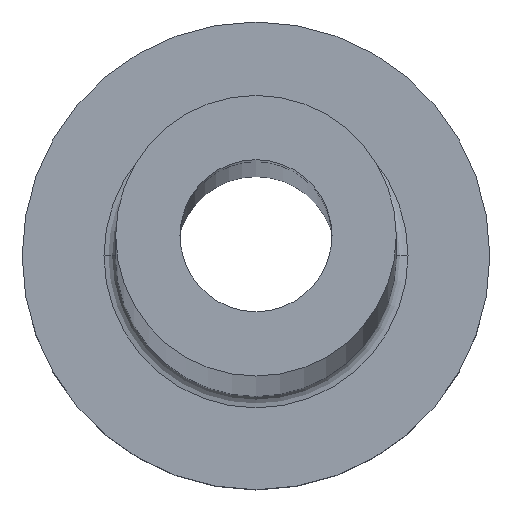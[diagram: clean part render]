
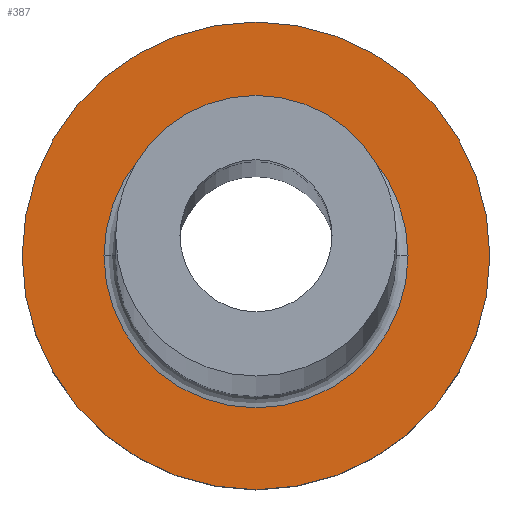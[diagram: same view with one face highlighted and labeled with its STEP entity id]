
A CAD part, top view. The second image highlights one B-rep face of the part: STEP entity #387.
In plain terms, the highlighted planar face has unit normal (0, 0, 1).
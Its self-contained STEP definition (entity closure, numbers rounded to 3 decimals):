
#3 = DIRECTION ( 'NONE',  ( 0., 0., 1. ) ) ;
#9 = CARTESIAN_POINT ( 'NONE',  ( 0., 0., 7. ) ) ;
#10 = CARTESIAN_POINT ( 'NONE',  ( 0., 0., 7. ) ) ;
#17 = CARTESIAN_POINT ( 'NONE',  ( 0., 0., 7. ) ) ;
#23 = CARTESIAN_POINT ( 'NONE',  ( 6.5, 0., 7. ) ) ;
#37 = CARTESIAN_POINT ( 'NONE',  ( 0., 0., 7. ) ) ;
#42 = EDGE_CURVE ( 'NONE', #258, #262, #113, .T. ) ;
#43 = VERTEX_POINT ( 'NONE', #305 ) ;
#47 = DIRECTION ( 'NONE',  ( 0., 0., 1. ) ) ;
#61 = CARTESIAN_POINT ( 'NONE',  ( -10., 0., 7. ) ) ;
#68 = AXIS2_PLACEMENT_3D ( 'NONE', #37, #377, #459 ) ;
#72 = AXIS2_PLACEMENT_3D ( 'NONE', #10, #293, #222 ) ;
#81 = CARTESIAN_POINT ( 'NONE',  ( 0., 0., 7. ) ) ;
#89 = CIRCLE ( 'NONE', #68, 6.5 ) ;
#92 = ORIENTED_EDGE ( 'NONE', *, *, #98, .T. ) ;
#98 = EDGE_CURVE ( 'NONE', #43, #445, #105, .T. ) ;
#105 = CIRCLE ( 'NONE', #371, 10. ) ;
#113 = CIRCLE ( 'NONE', #181, 6.5 ) ;
#120 = DIRECTION ( 'NONE',  ( 0., 0., -1. ) ) ;
#142 = CIRCLE ( 'NONE', #455, 10. ) ;
#161 = DIRECTION ( 'NONE',  ( 1., 0., 0. ) ) ;
#164 = DIRECTION ( 'NONE',  ( 1., 0., 0. ) ) ;
#167 = DIRECTION ( 'NONE',  ( 1., 0., 0. ) ) ;
#174 = EDGE_LOOP ( 'NONE', ( #373, #92 ) ) ;
#181 = AXIS2_PLACEMENT_3D ( 'NONE', #17, #120, #161 ) ;
#201 = EDGE_CURVE ( 'NONE', #262, #258, #89, .T. ) ;
#222 = DIRECTION ( 'NONE',  ( 1., 0., 0. ) ) ;
#226 = FACE_BOUND ( 'NONE', #242, .T. ) ;
#230 = PLANE ( 'NONE',  #72 ) ;
#242 = EDGE_LOOP ( 'NONE', ( #336, #302 ) ) ;
#258 = VERTEX_POINT ( 'NONE', #285 ) ;
#262 = VERTEX_POINT ( 'NONE', #23 ) ;
#285 = CARTESIAN_POINT ( 'NONE',  ( -6.5, 0., 7. ) ) ;
#293 = DIRECTION ( 'NONE',  ( 0., 0., 1. ) ) ;
#302 = ORIENTED_EDGE ( 'NONE', *, *, #42, .T. ) ;
#305 = CARTESIAN_POINT ( 'NONE',  ( 10., 0., 7. ) ) ;
#336 = ORIENTED_EDGE ( 'NONE', *, *, #201, .T. ) ;
#346 = EDGE_CURVE ( 'NONE', #445, #43, #142, .T. ) ;
#371 = AXIS2_PLACEMENT_3D ( 'NONE', #9, #3, #167 ) ;
#373 = ORIENTED_EDGE ( 'NONE', *, *, #346, .T. ) ;
#377 = DIRECTION ( 'NONE',  ( 0., 0., -1. ) ) ;
#387 = ADVANCED_FACE ( 'NONE', ( #226, #433 ), #230, .T. ) ;
#433 = FACE_OUTER_BOUND ( 'NONE', #174, .T. ) ;
#445 = VERTEX_POINT ( 'NONE', #61 ) ;
#455 = AXIS2_PLACEMENT_3D ( 'NONE', #81, #47, #164 ) ;
#459 = DIRECTION ( 'NONE',  ( 1., 0., 0. ) ) ;
